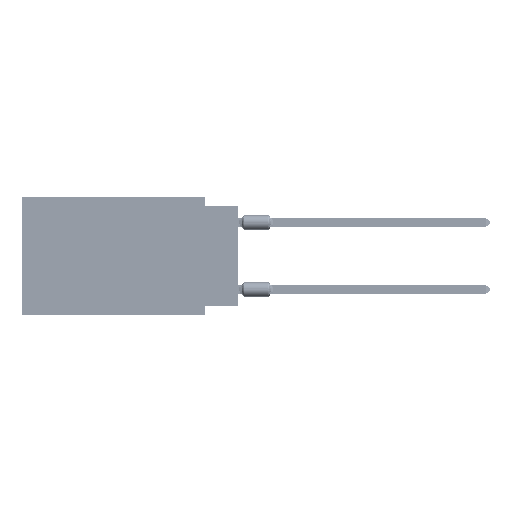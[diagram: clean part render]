
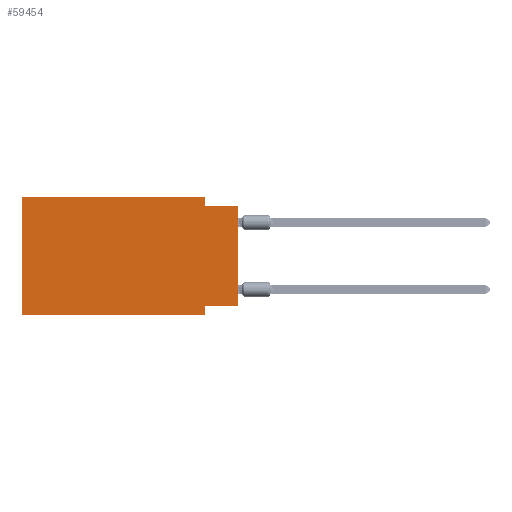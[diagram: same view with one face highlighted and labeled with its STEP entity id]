
A CAD part, left-side view. The second image highlights one B-rep face of the part: STEP entity #59454.
In plain terms, the highlighted planar face has unit normal (-1, 0, 0).
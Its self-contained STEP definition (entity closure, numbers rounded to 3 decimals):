
#404 = EDGE_CURVE ( 'NONE', #34280, #71454, #38944, .T. ) ;
#2627 = ORIENTED_EDGE ( 'NONE', *, *, #64829, .F. ) ;
#5031 = VERTEX_POINT ( 'NONE', #24091 ) ;
#5635 = DIRECTION ( 'NONE',  ( 0., 0., 1. ) ) ;
#10690 = CARTESIAN_POINT ( 'NONE',  ( 0., 16.383, 0. ) ) ;
#14366 = LINE ( 'NONE', #58946, #21331 ) ;
#15083 = LINE ( 'NONE', #54173, #71462 ) ;
#15098 = CARTESIAN_POINT ( 'NONE',  ( 0., 16.383, 0. ) ) ;
#16289 = EDGE_CURVE ( 'NONE', #66822, #20400, #39880, .T. ) ;
#17371 = CARTESIAN_POINT ( 'NONE',  ( 0., 0., -0.635 ) ) ;
#17733 = ORIENTED_EDGE ( 'NONE', *, *, #20030, .F. ) ;
#20030 = EDGE_CURVE ( 'NONE', #62201, #64874, #22092, .T. ) ;
#20400 = VERTEX_POINT ( 'NONE', #24844 ) ;
#21331 = VECTOR ( 'NONE', #37389, 1000. ) ;
#22092 = LINE ( 'NONE', #40338, #71015 ) ;
#22944 = ORIENTED_EDGE ( 'NONE', *, *, #28624, .T. ) ;
#24091 = CARTESIAN_POINT ( 'NONE',  ( 0., 0., -0.635 ) ) ;
#24844 = CARTESIAN_POINT ( 'NONE',  ( 0., 2.54, -8.89 ) ) ;
#25805 = ORIENTED_EDGE ( 'NONE', *, *, #59480, .T. ) ;
#26716 = DIRECTION ( 'NONE',  ( 0., 0., 1. ) ) ;
#28121 = VERTEX_POINT ( 'NONE', #37984 ) ;
#28339 = CARTESIAN_POINT ( 'NONE',  ( 0., 2.54, 0. ) ) ;
#28624 = EDGE_CURVE ( 'NONE', #28121, #5031, #60693, .T. ) ;
#29285 = DIRECTION ( 'NONE',  ( 0., 0., -1. ) ) ;
#29573 = EDGE_CURVE ( 'NONE', #71454, #5031, #71856, .T. ) ;
#30849 = CARTESIAN_POINT ( 'NONE',  ( 0., 2.54, 0. ) ) ;
#31848 = VECTOR ( 'NONE', #36609, 1000. ) ;
#33100 = DIRECTION ( 'NONE',  ( 0., -1., 0. ) ) ;
#34280 = VERTEX_POINT ( 'NONE', #30849 ) ;
#36309 = FACE_OUTER_BOUND ( 'NONE', #59957, .T. ) ;
#36609 = DIRECTION ( 'NONE',  ( 0., -1., 0. ) ) ;
#37374 = DIRECTION ( 'NONE',  ( 0., 1., 0. ) ) ;
#37389 = DIRECTION ( 'NONE',  ( 0., -1., 0. ) ) ;
#37984 = CARTESIAN_POINT ( 'NONE',  ( 0., 0., -8.255 ) ) ;
#38284 = CARTESIAN_POINT ( 'NONE',  ( 0., 2.54, -0.635 ) ) ;
#38944 = LINE ( 'NONE', #28339, #59178 ) ;
#39880 = LINE ( 'NONE', #41320, #43638 ) ;
#40338 = CARTESIAN_POINT ( 'NONE',  ( 0., 16.383, 0. ) ) ;
#41063 = VECTOR ( 'NONE', #33100, 1000. ) ;
#41320 = CARTESIAN_POINT ( 'NONE',  ( 0., 2.54, -8.89 ) ) ;
#43638 = VECTOR ( 'NONE', #29285, 1000. ) ;
#47983 = DIRECTION ( 'NONE',  ( 1., 0., 0. ) ) ;
#51468 = VECTOR ( 'NONE', #26716, 1000. ) ;
#52796 = CARTESIAN_POINT ( 'NONE',  ( 0., 16.383, -8.89 ) ) ;
#52822 = AXIS2_PLACEMENT_3D ( 'NONE', #15098, #47983, #53110 ) ;
#53110 = DIRECTION ( 'NONE',  ( 0., 0., -1. ) ) ;
#54173 = CARTESIAN_POINT ( 'NONE',  ( 0., 0., -8.255 ) ) ;
#56734 = ORIENTED_EDGE ( 'NONE', *, *, #404, .F. ) ;
#58248 = PLANE ( 'NONE',  #52822 ) ;
#58946 = CARTESIAN_POINT ( 'NONE',  ( 0., 16.383, -8.89 ) ) ;
#59178 = VECTOR ( 'NONE', #61233, 1000. ) ;
#59454 = ADVANCED_FACE ( 'NONE', ( #36309 ), #58248, .F. ) ;
#59480 = EDGE_CURVE ( 'NONE', #62201, #20400, #14366, .T. ) ;
#59957 = EDGE_LOOP ( 'NONE', ( #22944, #70476, #56734, #68880, #17733, #25805, #67872, #2627 ) ) ;
#60693 = LINE ( 'NONE', #65811, #51468 ) ;
#61233 = DIRECTION ( 'NONE',  ( 0., 0., -1. ) ) ;
#61527 = EDGE_CURVE ( 'NONE', #64874, #34280, #70246, .T. ) ;
#62201 = VERTEX_POINT ( 'NONE', #52796 ) ;
#64278 = CARTESIAN_POINT ( 'NONE',  ( 0., 2.54, -8.255 ) ) ;
#64392 = CARTESIAN_POINT ( 'NONE',  ( 0., 16.383, 0. ) ) ;
#64829 = EDGE_CURVE ( 'NONE', #28121, #66822, #15083, .T. ) ;
#64874 = VERTEX_POINT ( 'NONE', #10690 ) ;
#65811 = CARTESIAN_POINT ( 'NONE',  ( 0., 0., 0. ) ) ;
#66822 = VERTEX_POINT ( 'NONE', #64278 ) ;
#67872 = ORIENTED_EDGE ( 'NONE', *, *, #16289, .F. ) ;
#68880 = ORIENTED_EDGE ( 'NONE', *, *, #61527, .F. ) ;
#70246 = LINE ( 'NONE', #64392, #31848 ) ;
#70476 = ORIENTED_EDGE ( 'NONE', *, *, #29573, .F. ) ;
#71015 = VECTOR ( 'NONE', #5635, 1000. ) ;
#71454 = VERTEX_POINT ( 'NONE', #38284 ) ;
#71462 = VECTOR ( 'NONE', #37374, 1000. ) ;
#71856 = LINE ( 'NONE', #17371, #41063 ) ;
